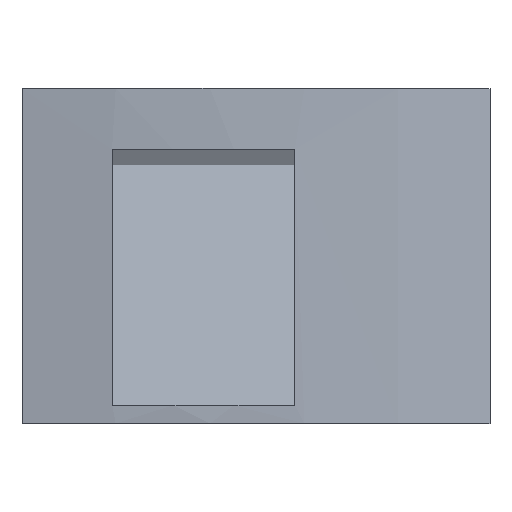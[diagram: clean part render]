
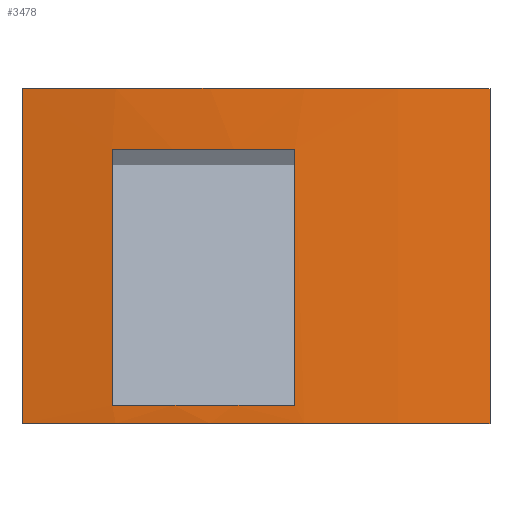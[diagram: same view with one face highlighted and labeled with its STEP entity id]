
A CAD part, top view. The second image highlights one B-rep face of the part: STEP entity #3478.
In plain terms, the highlighted cylindrical face has radius 230.81 mm (diameter 461.62 mm), a partial arc.
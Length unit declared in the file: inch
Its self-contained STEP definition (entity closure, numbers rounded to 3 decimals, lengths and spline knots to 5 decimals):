
#26=FACE_BOUND('',#517,.T.);
#108=CIRCLE('',#3720,9.087);
#109=CIRCLE('',#3724,9.087);
#110=CIRCLE('',#3727,9.087);
#111=CIRCLE('',#3729,9.087);
#307=FACE_OUTER_BOUND('',#516,.T.);
#516=EDGE_LOOP('',(#3087,#3088,#3089,#3090));
#517=EDGE_LOOP('',(#3091,#3092,#3093,#3094));
#992=LINE('',#13552,#1186);
#998=LINE('',#13566,#1192);
#999=LINE('',#13569,#1193);
#1000=LINE('',#13570,#1194);
#1186=VECTOR('',#4373,0.3937);
#1192=VECTOR('',#4385,0.3937);
#1193=VECTOR('',#4388,0.3937);
#1194=VECTOR('',#4389,0.3937);
#1522=VERTEX_POINT('',#13534);
#1523=VERTEX_POINT('',#13536);
#1524=VERTEX_POINT('',#13542);
#1525=VERTEX_POINT('',#13543);
#1528=VERTEX_POINT('',#13551);
#1531=VERTEX_POINT('',#13559);
#1533=VERTEX_POINT('',#13565);
#1534=VERTEX_POINT('',#13567);
#2042=EDGE_CURVE('',#1522,#1523,#108,.T.);
#2044=EDGE_CURVE('',#1524,#1525,#109,.T.);
#2048=EDGE_CURVE('',#1525,#1528,#992,.T.);
#2052=EDGE_CURVE('',#1528,#1531,#110,.T.);
#2055=EDGE_CURVE('',#1522,#1533,#998,.T.);
#2056=EDGE_CURVE('',#1534,#1533,#111,.T.);
#2057=EDGE_CURVE('',#1534,#1523,#999,.T.);
#2058=EDGE_CURVE('',#1531,#1524,#1000,.T.);
#3087=ORIENTED_EDGE('',*,*,#2042,.F.);
#3088=ORIENTED_EDGE('',*,*,#2055,.T.);
#3089=ORIENTED_EDGE('',*,*,#2056,.F.);
#3090=ORIENTED_EDGE('',*,*,#2057,.T.);
#3091=ORIENTED_EDGE('',*,*,#2044,.F.);
#3092=ORIENTED_EDGE('',*,*,#2058,.F.);
#3093=ORIENTED_EDGE('',*,*,#2052,.F.);
#3094=ORIENTED_EDGE('',*,*,#2048,.F.);
#3282=CYLINDRICAL_SURFACE('',#3728,9.087);
#3478=ADVANCED_FACE('',(#307,#26),#3282,.T.);
#3720=AXIS2_PLACEMENT_3D('',#13537,#4357,#4358);
#3724=AXIS2_PLACEMENT_3D('',#13544,#4366,#4367);
#3727=AXIS2_PLACEMENT_3D('',#13560,#4379,#4380);
#3728=AXIS2_PLACEMENT_3D('',#13564,#4383,#4384);
#3729=AXIS2_PLACEMENT_3D('',#13568,#4386,#4387);
#4357=DIRECTION('center_axis',(0.,1.,0.));
#4358=DIRECTION('ref_axis',(-0.164,0.,0.986));
#4366=DIRECTION('center_axis',(0.,1.,0.));
#4367=DIRECTION('ref_axis',(0.087,0.,0.996));
#4373=DIRECTION('',(0.,1.,0.));
#4379=DIRECTION('center_axis',(0.,-1.,0.));
#4380=DIRECTION('ref_axis',(-0.087,0.,0.996));
#4383=DIRECTION('center_axis',(0.,1.,0.));
#4384=DIRECTION('ref_axis',(-0.164,0.,0.986));
#4385=DIRECTION('',(0.,-1.,0.));
#4386=DIRECTION('center_axis',(0.,-1.,0.));
#4387=DIRECTION('ref_axis',(-0.164,0.,0.986));
#4388=DIRECTION('',(0.,1.,0.));
#4389=DIRECTION('',(0.,-1.,0.));
#13534=CARTESIAN_POINT('',(-1.48925,1.375,-0.12287));
#13536=CARTESIAN_POINT('',(2.35192,1.375,-0.30964));
#13537=CARTESIAN_POINT('Origin',(0.,1.375,-9.087));
#13542=CARTESIAN_POINT('',(-0.75,-1.225,-0.031));
#13543=CARTESIAN_POINT('',(0.75,-1.225,-0.031));
#13544=CARTESIAN_POINT('Origin',(0.,-1.225,-9.087));
#13551=CARTESIAN_POINT('',(0.75,0.875,-0.031));
#13552=CARTESIAN_POINT('',(0.75,-1.265,-0.031));
#13559=CARTESIAN_POINT('',(-0.75,0.875,-0.031));
#13560=CARTESIAN_POINT('Origin',(0.,0.875,-9.087));
#13564=CARTESIAN_POINT('Origin',(0.,0.,-9.087));
#13565=CARTESIAN_POINT('',(-1.48925,-1.375,-0.12287));
#13566=CARTESIAN_POINT('',(-1.48925,0.,-0.12287));
#13567=CARTESIAN_POINT('',(2.35192,-1.375,-0.30964));
#13568=CARTESIAN_POINT('Origin',(0.,-1.375,-9.087));
#13569=CARTESIAN_POINT('',(2.35192,0.,-0.30964));
#13570=CARTESIAN_POINT('',(-0.75,0.915,-0.031));
